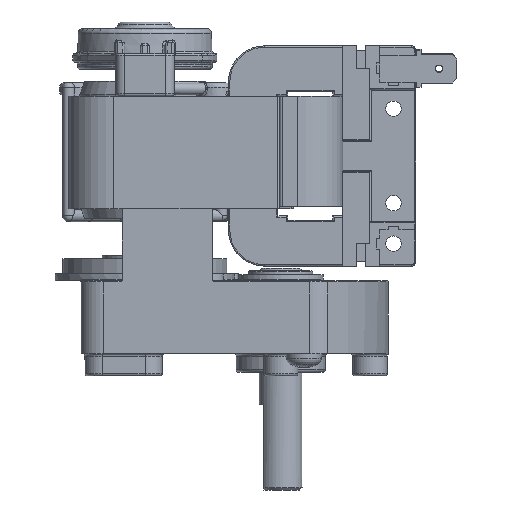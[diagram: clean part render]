
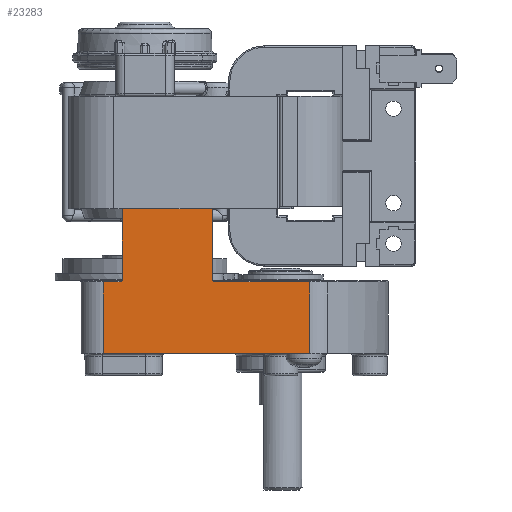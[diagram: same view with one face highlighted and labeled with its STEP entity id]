
A CAD part, left-side view. The second image highlights one B-rep face of the part: STEP entity #23283.
In plain terms, the highlighted planar face has unit normal (-1, 0, 0).
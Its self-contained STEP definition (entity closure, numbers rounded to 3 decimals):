
#381=CARTESIAN_POINT('',(-31.75,-36.62,-3.6));
#382=VERTEX_POINT('',#381);
#390=CARTESIAN_POINT('',(-31.75,9.21,-3.6));
#391=VERTEX_POINT('',#390);
#392=CARTESIAN_POINT('',(-31.75,9.21,-3.6));
#393=DIRECTION('',(0.0,-1.0,0.0));
#394=VECTOR('',#393,45.83);
#395=LINE('',#392,#394);
#396=EDGE_CURVE('',#391,#382,#395,.T.);
#19940=CARTESIAN_POINT('',(-31.75,5.,28.7));
#19941=VERTEX_POINT('',#19940);
#19948=CARTESIAN_POINT('',(-31.75,-15.,28.7));
#19949=VERTEX_POINT('',#19948);
#19950=CARTESIAN_POINT('',(-31.75,-15.,28.7));
#19951=DIRECTION('',(0.0,1.0,0.0));
#19952=VECTOR('',#19951,20.);
#19953=LINE('',#19950,#19952);
#19954=EDGE_CURVE('',#19949,#19941,#19953,.T.);
#20321=CARTESIAN_POINT('',(-31.75,-15.,12.92));
#20322=VERTEX_POINT('',#20321);
#20323=CARTESIAN_POINT('',(-31.75,-15.3,12.4));
#20324=VERTEX_POINT('',#20323);
#20325=CARTESIAN_POINT('',(-31.75,-15.,12.92));
#20326=CARTESIAN_POINT('',(-31.75,-15.,12.843));
#20327=CARTESIAN_POINT('',(-31.75,-15.027,12.755));
#20328=CARTESIAN_POINT('',(-31.75,-15.119,12.585));
#20329=CARTESIAN_POINT('',(-31.75,-15.217,12.483));
#20330=CARTESIAN_POINT('',(-31.75,-15.3,12.4));
#20331=B_SPLINE_CURVE_WITH_KNOTS('',3,(#20325,#20326,#20327,#20328,#20329,#20330),.UNSPECIFIED.,.F.,.U.,(4,2,4),(0.152,0.175,0.21),.UNSPECIFIED.);
#20332=EDGE_CURVE('',#20322,#20324,#20331,.T.);
#20367=CARTESIAN_POINT('',(-31.75,-15.,12.92));
#20368=DIRECTION('',(0.0,0.0,1.0));
#20369=VECTOR('',#20368,15.78);
#20370=LINE('',#20367,#20369);
#20371=EDGE_CURVE('',#20322,#19949,#20370,.T.);
#20937=CARTESIAN_POINT('',(-31.75,5.3,12.4));
#20938=VERTEX_POINT('',#20937);
#20946=CARTESIAN_POINT('',(-31.75,5.,12.92));
#20947=VERTEX_POINT('',#20946);
#20948=CARTESIAN_POINT('',(-31.75,5.3,12.4));
#20949=CARTESIAN_POINT('',(-31.75,5.217,12.483));
#20950=CARTESIAN_POINT('',(-31.75,5.119,12.585));
#20951=CARTESIAN_POINT('',(-31.75,5.027,12.755));
#20952=CARTESIAN_POINT('',(-31.75,5.,12.843));
#20953=CARTESIAN_POINT('',(-31.75,5.,12.92));
#20954=B_SPLINE_CURVE_WITH_KNOTS('',3,(#20948,#20949,#20950,#20951,#20952,#20953),.UNSPECIFIED.,.F.,.U.,(4,2,4),(0.0,0.035,0.058),.UNSPECIFIED.);
#20955=EDGE_CURVE('',#20938,#20947,#20954,.T.);
#21269=CARTESIAN_POINT('',(-31.75,5.,12.92));
#21270=DIRECTION('',(0.0,0.0,1.0));
#21271=VECTOR('',#21270,15.78);
#21272=LINE('',#21269,#21271);
#21273=EDGE_CURVE('',#20947,#19941,#21272,.T.);
#21790=CARTESIAN_POINT('',(-31.75,9.21,12.4));
#21791=VERTEX_POINT('',#21790);
#21799=CARTESIAN_POINT('',(-31.75,9.21,12.4));
#21800=DIRECTION('',(0.0,-1.0,0.0));
#21801=VECTOR('',#21800,3.91);
#21802=LINE('',#21799,#21801);
#21803=EDGE_CURVE('',#21791,#20938,#21802,.T.);
#21926=CARTESIAN_POINT('',(-31.75,-36.62,12.4));
#21927=VERTEX_POINT('',#21926);
#21953=CARTESIAN_POINT('',(-31.75,-15.3,12.4));
#21954=DIRECTION('',(0.0,-1.0,0.0));
#21955=VECTOR('',#21954,21.32);
#21956=LINE('',#21953,#21955);
#21957=EDGE_CURVE('',#20324,#21927,#21956,.T.);
#23250=CARTESIAN_POINT('',(-31.75,-36.62,12.4));
#23251=DIRECTION('',(0.0,0.0,-1.0));
#23252=VECTOR('',#23251,16.0);
#23253=LINE('',#23250,#23252);
#23254=EDGE_CURVE('',#21927,#382,#23253,.T.);
#23261=CARTESIAN_POINT('',(-31.75,-36.62,0.0));
#23262=DIRECTION('',(-1.0,0.0,0.0));
#23263=DIRECTION('',(0.0,0.0,1.0));
#23264=AXIS2_PLACEMENT_3D('',#23261,#23262,#23263);
#23265=PLANE('',#23264);
#23266=ORIENTED_EDGE('',*,*,#21803,.F.);
#23267=CARTESIAN_POINT('',(-31.75,9.21,12.4));
#23268=DIRECTION('',(0.0,0.0,-1.0));
#23269=VECTOR('',#23268,16.0);
#23270=LINE('',#23267,#23269);
#23271=EDGE_CURVE('',#21791,#391,#23270,.T.);
#23272=ORIENTED_EDGE('',*,*,#23271,.T.);
#23273=ORIENTED_EDGE('',*,*,#396,.T.);
#23274=ORIENTED_EDGE('',*,*,#23254,.F.);
#23275=ORIENTED_EDGE('',*,*,#21957,.F.);
#23276=ORIENTED_EDGE('',*,*,#20332,.F.);
#23277=ORIENTED_EDGE('',*,*,#20371,.T.);
#23278=ORIENTED_EDGE('',*,*,#19954,.T.);
#23279=ORIENTED_EDGE('',*,*,#21273,.F.);
#23280=ORIENTED_EDGE('',*,*,#20955,.F.);
#23281=EDGE_LOOP('',(#23266,#23272,#23273,#23274,#23275,#23276,#23277,#23278,#23279,#23280));
#23282=FACE_OUTER_BOUND('',#23281,.T.);
#23283=ADVANCED_FACE('',(#23282),#23265,.T.);
